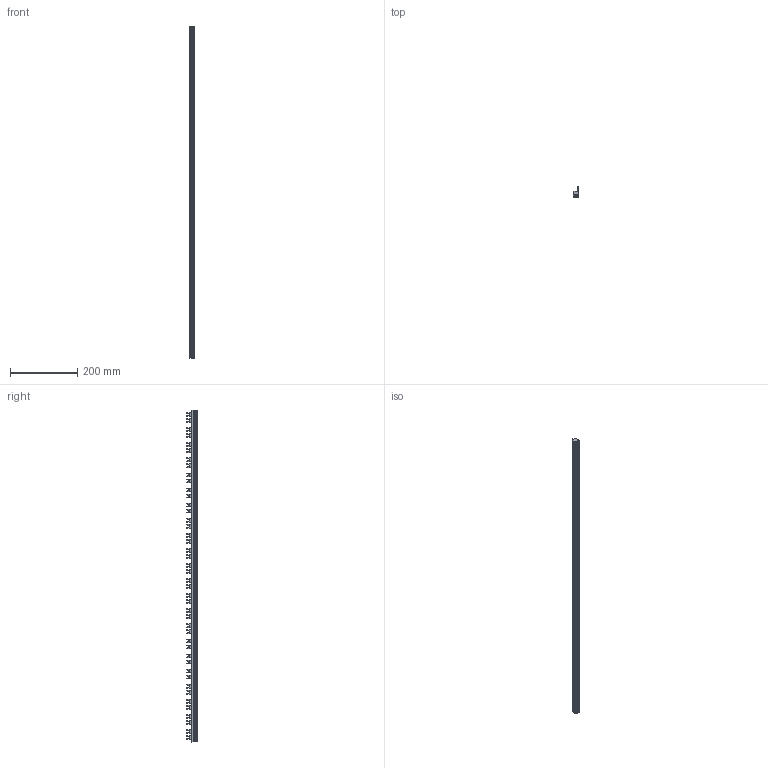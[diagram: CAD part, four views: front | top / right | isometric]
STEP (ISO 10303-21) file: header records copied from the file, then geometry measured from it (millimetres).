
FILE_DESCRIPTION((''),'2;1');
FILE_NAME('STP-IZ16-2F-44_18_9MM_ASM','2021-03-30T',('marketing.praksa'),('Audax d.o.o.'),'CREO PARAMETRIC BY PTC INC, 2017480','CREO PARAMETRIC BY PTC INC, 2017480','');
FILE_SCHEMA(('AUTOMOTIVE_DESIGN { 1 0 10303 214 1 1 1 1 }'));
Products named in the file (4): PRT0131; PRT0129; PRT0002; STP-IZ16-2F-44_18_9MM_ASM
Assembly tree (3 placements, depth 2):
  STP-IZ16-2F-44_18_9MM_ASM
    PRT0131
    PRT0129
    PRT0002
Bounding box: 15.77 x 31 x 990 mm (x, y, z)
Volume: 237246.5 mm3; surface area: 97790 mm2
Topology: 48 solids, 48 shells, 666 faces, 1877 edges, 1310 vertices
Faces by surface type: plane 472, cylinder 194
Entity records: 32754 total; most frequent: CARTESIAN_POINT 3893, DIRECTION 3775, ORIENTED_EDGE 3754, PRESENTATION_STYLE_ASSIGNMENT 2591, STYLED_ITEM 2591, CURVE_STYLE 1877, EDGE_CURVE 1877, VECTOR 1313
